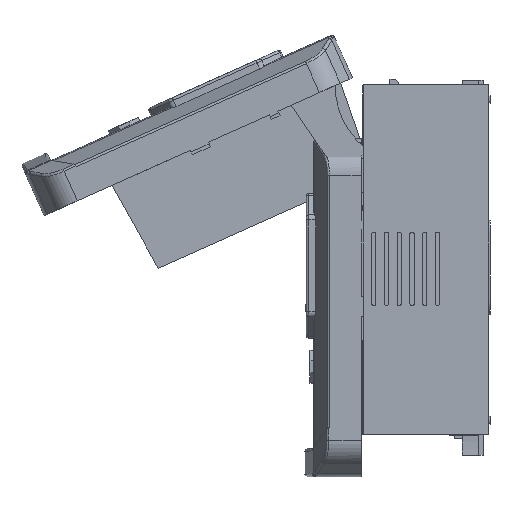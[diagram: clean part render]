
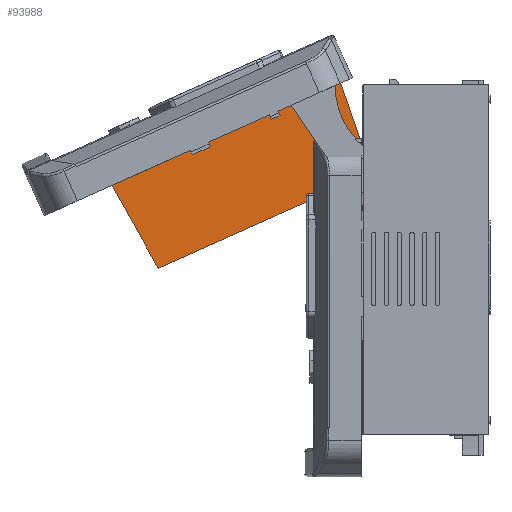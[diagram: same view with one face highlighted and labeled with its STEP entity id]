
A CAD part, left-side view. The second image highlights one B-rep face of the part: STEP entity #93988.
In plain terms, the highlighted face is planar.
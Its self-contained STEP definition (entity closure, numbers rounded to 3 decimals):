
#2014 = LINE ( 'NONE', #84670, #91810 ) ;
#3087 = DIRECTION ( 'NONE',  ( 0., 0., -1. ) ) ;
#3408 = LINE ( 'NONE', #61404, #77542 ) ;
#3844 = CARTESIAN_POINT ( 'NONE',  ( 43.95, 11.6, 124.5 ) ) ;
#5227 = LINE ( 'NONE', #86245, #50991 ) ;
#6509 = EDGE_CURVE ( 'NONE', #54160, #31340, #67655, .T. ) ;
#7311 = CARTESIAN_POINT ( 'NONE',  ( 43.95, 0., 0. ) ) ;
#7824 = VECTOR ( 'NONE', #86156, 1000. ) ;
#9977 = VERTEX_POINT ( 'NONE', #105762 ) ;
#10387 = EDGE_CURVE ( 'NONE', #53395, #38774, #74000, .T. ) ;
#10642 = LINE ( 'NONE', #77181, #56296 ) ;
#12264 = CARTESIAN_POINT ( 'NONE',  ( 43.95, 43.6, -71.918 ) ) ;
#12958 = DIRECTION ( 'NONE',  ( 0., 0., -1. ) ) ;
#13813 = DIRECTION ( 'NONE',  ( 0., -1., 0. ) ) ;
#14487 = EDGE_CURVE ( 'NONE', #9977, #34089, #2014, .T. ) ;
#14617 = LINE ( 'NONE', #70940, #77434 ) ;
#14718 = VERTEX_POINT ( 'NONE', #67259 ) ;
#15878 = FACE_OUTER_BOUND ( 'NONE', #18354, .T. ) ;
#16503 = VECTOR ( 'NONE', #67971, 1000. ) ;
#16821 = EDGE_CURVE ( 'NONE', #65889, #14718, #5227, .T. ) ;
#17247 = DIRECTION ( 'NONE',  ( 0., -1., 0. ) ) ;
#17826 = VECTOR ( 'NONE', #93857, 1000. ) ;
#18354 = EDGE_LOOP ( 'NONE', ( #21292, #40513, #90026, #83085, #29427, #52693, #42478, #60869, #71699, #62402, #73969, #52730, #47325, #55009, #80761, #57901, #48545 ) ) ;
#20112 = LINE ( 'NONE', #34606, #37450 ) ;
#21292 = ORIENTED_EDGE ( 'NONE', *, *, #57005, .T. ) ;
#21865 = VECTOR ( 'NONE', #12958, 1000. ) ;
#22693 = DIRECTION ( 'NONE',  ( 0., -1., 0. ) ) ;
#23831 = VERTEX_POINT ( 'NONE', #54879 ) ;
#25373 = VERTEX_POINT ( 'NONE', #104003 ) ;
#26689 = CARTESIAN_POINT ( 'NONE',  ( 43.95, 0., 24.3 ) ) ;
#27425 = CARTESIAN_POINT ( 'NONE',  ( 43.95, 11.6, 124.5 ) ) ;
#27573 = EDGE_CURVE ( 'NONE', #25373, #28005, #14617, .T. ) ;
#28005 = VERTEX_POINT ( 'NONE', #78895 ) ;
#28260 = LINE ( 'NONE', #26689, #16503 ) ;
#29284 = LINE ( 'NONE', #101159, #7824 ) ;
#29427 = ORIENTED_EDGE ( 'NONE', *, *, #14487, .T. ) ;
#30646 = VECTOR ( 'NONE', #36385, 1000. ) ;
#31035 = DIRECTION ( 'NONE',  ( 0., 0., 1. ) ) ;
#31340 = VERTEX_POINT ( 'NONE', #36579 ) ;
#32219 = LINE ( 'NONE', #90088, #101421 ) ;
#33035 = VERTEX_POINT ( 'NONE', #65410 ) ;
#33225 = DIRECTION ( 'NONE',  ( 0., -1., 0. ) ) ;
#33600 = VERTEX_POINT ( 'NONE', #73048 ) ;
#34089 = VERTEX_POINT ( 'NONE', #77948 ) ;
#34606 = CARTESIAN_POINT ( 'NONE',  ( 43.95, 14.6, 0. ) ) ;
#34808 = LINE ( 'NONE', #85241, #30646 ) ;
#35596 = LINE ( 'NONE', #99975, #103461 ) ;
#36385 = DIRECTION ( 'NONE',  ( 0., -0.996, 0.087 ) ) ;
#36579 = CARTESIAN_POINT ( 'NONE',  ( 43.95, 11.6, -19.1 ) ) ;
#37450 = VECTOR ( 'NONE', #67872, 1000. ) ;
#38774 = VERTEX_POINT ( 'NONE', #41125 ) ;
#38886 = VECTOR ( 'NONE', #33225, 1000. ) ;
#39869 = LINE ( 'NONE', #55441, #84870 ) ;
#40513 = ORIENTED_EDGE ( 'NONE', *, *, #10387, .T. ) ;
#41125 = CARTESIAN_POINT ( 'NONE',  ( 43.95, 11.6, 53.8 ) ) ;
#42211 = AXIS2_PLACEMENT_3D ( 'NONE', #7311, #92955, #77462 ) ;
#42478 = ORIENTED_EDGE ( 'NONE', *, *, #6509, .T. ) ;
#43262 = CARTESIAN_POINT ( 'NONE',  ( 43.95, 0., 53.8 ) ) ;
#45898 = EDGE_CURVE ( 'NONE', #34089, #54160, #100856, .T. ) ;
#47325 = ORIENTED_EDGE ( 'NONE', *, *, #98062, .T. ) ;
#48545 = ORIENTED_EDGE ( 'NONE', *, *, #27573, .F. ) ;
#48582 = VECTOR ( 'NONE', #17247, 1000. ) ;
#50230 = VERTEX_POINT ( 'NONE', #97777 ) ;
#50991 = VECTOR ( 'NONE', #13813, 1000. ) ;
#51207 = DIRECTION ( 'NONE',  ( 0., 0.906, -0.423 ) ) ;
#52146 = CARTESIAN_POINT ( 'NONE',  ( 43.95, 11.6, -13.7 ) ) ;
#52693 = ORIENTED_EDGE ( 'NONE', *, *, #45898, .T. ) ;
#52730 = ORIENTED_EDGE ( 'NONE', *, *, #104472, .T. ) ;
#53395 = VERTEX_POINT ( 'NONE', #55358 ) ;
#54160 = VERTEX_POINT ( 'NONE', #52146 ) ;
#54308 = EDGE_CURVE ( 'NONE', #38774, #99373, #93393, .T. ) ;
#54879 = CARTESIAN_POINT ( 'NONE',  ( 43.95, 115.6, -65.618 ) ) ;
#55009 = ORIENTED_EDGE ( 'NONE', *, *, #82335, .T. ) ;
#55358 = CARTESIAN_POINT ( 'NONE',  ( 43.95, 14.6, 53.8 ) ) ;
#55441 = CARTESIAN_POINT ( 'NONE',  ( 43.95, 11.6, 124.5 ) ) ;
#56296 = VECTOR ( 'NONE', #100203, 1000. ) ;
#57005 = EDGE_CURVE ( 'NONE', #25373, #53395, #20112, .T. ) ;
#57901 = ORIENTED_EDGE ( 'NONE', *, *, #82805, .T. ) ;
#60869 = ORIENTED_EDGE ( 'NONE', *, *, #74062, .T. ) ;
#61404 = CARTESIAN_POINT ( 'NONE',  ( 43.95, 11.6, 124.5 ) ) ;
#62402 = ORIENTED_EDGE ( 'NONE', *, *, #103108, .T. ) ;
#62491 = VECTOR ( 'NONE', #31035, 1000. ) ;
#65410 = CARTESIAN_POINT ( 'NONE',  ( 43.95, 115.6, 112.382 ) ) ;
#65889 = VERTEX_POINT ( 'NONE', #101755 ) ;
#67191 = VERTEX_POINT ( 'NONE', #12264 ) ;
#67259 = CARTESIAN_POINT ( 'NONE',  ( 43.95, 11.6, 124.5 ) ) ;
#67655 = LINE ( 'NONE', #27425, #17826 ) ;
#67872 = DIRECTION ( 'NONE',  ( 0., 0., -1. ) ) ;
#67971 = DIRECTION ( 'NONE',  ( 0., -1., 0. ) ) ;
#70940 = CARTESIAN_POINT ( 'NONE',  ( 43.95, 0., 91.8 ) ) ;
#71699 = ORIENTED_EDGE ( 'NONE', *, *, #77161, .T. ) ;
#72575 = DIRECTION ( 'NONE',  ( 0., 0., -1. ) ) ;
#73048 = CARTESIAN_POINT ( 'NONE',  ( 43.95, 36.6, 119.293 ) ) ;
#73969 = ORIENTED_EDGE ( 'NONE', *, *, #97413, .T. ) ;
#74000 = LINE ( 'NONE', #43262, #38886 ) ;
#74062 = EDGE_CURVE ( 'NONE', #31340, #96425, #3408, .T. ) ;
#77161 = EDGE_CURVE ( 'NONE', #96425, #50230, #35596, .T. ) ;
#77181 = CARTESIAN_POINT ( 'NONE',  ( 43.95, 43.6, -71.918 ) ) ;
#77434 = VECTOR ( 'NONE', #22693, 1000. ) ;
#77462 = DIRECTION ( 'NONE',  ( 0., 0., 1. ) ) ;
#77542 = VECTOR ( 'NONE', #101582, 1000. ) ;
#77948 = CARTESIAN_POINT ( 'NONE',  ( 43.95, 14.6, -13.7 ) ) ;
#78813 = CARTESIAN_POINT ( 'NONE',  ( 43.95, 115.6, -65.618 ) ) ;
#78895 = CARTESIAN_POINT ( 'NONE',  ( 43.95, 11.6, 91.8 ) ) ;
#79487 = EDGE_CURVE ( 'NONE', #9977, #99373, #28260, .T. ) ;
#80545 = CARTESIAN_POINT ( 'NONE',  ( 43.95, 11.6, -67.996 ) ) ;
#80761 = ORIENTED_EDGE ( 'NONE', *, *, #16821, .T. ) ;
#82335 = EDGE_CURVE ( 'NONE', #33600, #65889, #29284, .T. ) ;
#82805 = EDGE_CURVE ( 'NONE', #14718, #28005, #39869, .T. ) ;
#83085 = ORIENTED_EDGE ( 'NONE', *, *, #79487, .F. ) ;
#84670 = CARTESIAN_POINT ( 'NONE',  ( 43.95, 14.6, 0. ) ) ;
#84794 = CARTESIAN_POINT ( 'NONE',  ( 43.95, 0., -13.7 ) ) ;
#84870 = VECTOR ( 'NONE', #72575, 1000. ) ;
#85241 = CARTESIAN_POINT ( 'NONE',  ( 43.95, 115.6, 112.382 ) ) ;
#86156 = DIRECTION ( 'NONE',  ( 0., 0., 1. ) ) ;
#86245 = CARTESIAN_POINT ( 'NONE',  ( 43.95, 36.6, 124.5 ) ) ;
#89601 = DIRECTION ( 'NONE',  ( 0., 0., 1. ) ) ;
#90026 = ORIENTED_EDGE ( 'NONE', *, *, #54308, .T. ) ;
#90088 = CARTESIAN_POINT ( 'NONE',  ( 43.95, 43.6, -71.918 ) ) ;
#90404 = CARTESIAN_POINT ( 'NONE',  ( 43.95, 11.6, 24.3 ) ) ;
#91393 = PLANE ( 'NONE',  #42211 ) ;
#91810 = VECTOR ( 'NONE', #3087, 1000. ) ;
#92955 = DIRECTION ( 'NONE',  ( -1., 0., 0. ) ) ;
#93393 = LINE ( 'NONE', #3844, #21865 ) ;
#93857 = DIRECTION ( 'NONE',  ( 0., 0., -1. ) ) ;
#93988 = ADVANCED_FACE ( 'NONE', ( #15878 ), #91393, .F. ) ;
#96425 = VERTEX_POINT ( 'NONE', #80545 ) ;
#97413 = EDGE_CURVE ( 'NONE', #67191, #23831, #10642, .T. ) ;
#97777 = CARTESIAN_POINT ( 'NONE',  ( 43.95, 43.6, -82.918 ) ) ;
#98062 = EDGE_CURVE ( 'NONE', #33035, #33600, #34808, .T. ) ;
#99373 = VERTEX_POINT ( 'NONE', #90404 ) ;
#99975 = CARTESIAN_POINT ( 'NONE',  ( 43.95, 11.6, -67.996 ) ) ;
#100203 = DIRECTION ( 'NONE',  ( 0., 0.996, 0.087 ) ) ;
#100856 = LINE ( 'NONE', #84794, #48582 ) ;
#101159 = CARTESIAN_POINT ( 'NONE',  ( 43.95, 36.6, 124.5 ) ) ;
#101421 = VECTOR ( 'NONE', #89601, 1000. ) ;
#101582 = DIRECTION ( 'NONE',  ( 0., 0., -1. ) ) ;
#101755 = CARTESIAN_POINT ( 'NONE',  ( 43.95, 36.6, 124.5 ) ) ;
#103108 = EDGE_CURVE ( 'NONE', #50230, #67191, #32219, .T. ) ;
#103454 = LINE ( 'NONE', #78813, #62491 ) ;
#103461 = VECTOR ( 'NONE', #51207, 1000. ) ;
#104003 = CARTESIAN_POINT ( 'NONE',  ( 43.95, 14.6, 91.8 ) ) ;
#104472 = EDGE_CURVE ( 'NONE', #23831, #33035, #103454, .T. ) ;
#105762 = CARTESIAN_POINT ( 'NONE',  ( 43.95, 14.6, 24.3 ) ) ;
